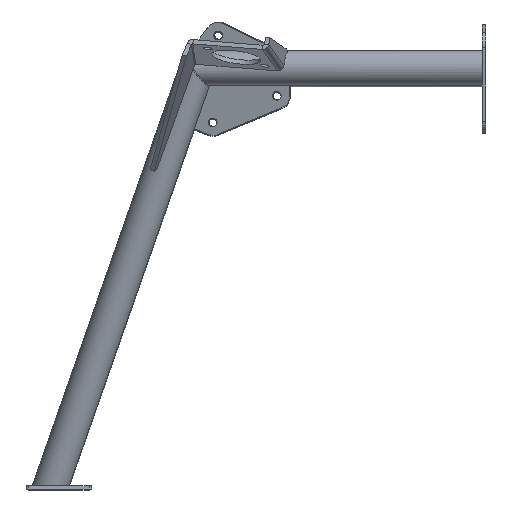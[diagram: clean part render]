
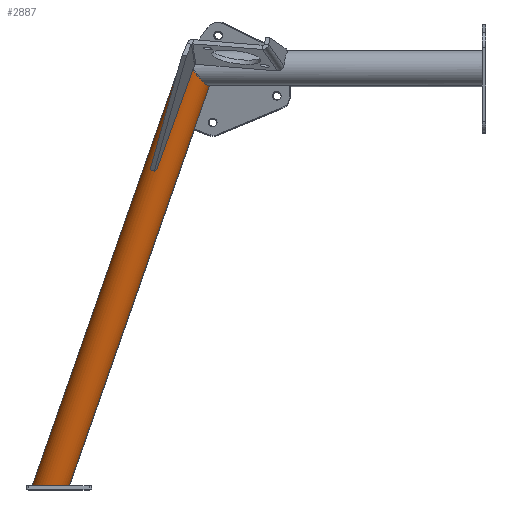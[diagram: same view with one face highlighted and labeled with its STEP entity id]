
A CAD part, top view. The second image highlights one B-rep face of the part: STEP entity #2887.
In plain terms, the highlighted cylindrical face has radius 20 mm (diameter 40 mm), a full revolution.
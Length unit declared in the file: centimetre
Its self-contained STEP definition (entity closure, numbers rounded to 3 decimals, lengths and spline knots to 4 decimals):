
#677=CYLINDRICAL_SURFACE('',#3073,2.);
#758=FACE_BOUND('',#1041,.T.);
#868=FACE_OUTER_BOUND('',#1040,.T.);
#1040=EDGE_LOOP('',(#2030));
#1041=EDGE_LOOP('',(#2031,#2032));
#1318=ELLIPSE('',#3071,2.4265,2.);
#1319=ELLIPSE('',#3072,2.4265,2.);
#1320=ELLIPSE('',#3074,2.1673,2.);
#1349=VERTEX_POINT('',#4357);
#1350=VERTEX_POINT('',#4358);
#1351=VERTEX_POINT('',#4362);
#1630=EDGE_CURVE('',#1349,#1350,#1318,.T.);
#1631=EDGE_CURVE('',#1350,#1349,#1319,.T.);
#1632=EDGE_CURVE('',#1351,#1351,#1320,.T.);
#2030=ORIENTED_EDGE('',*,*,#1632,.F.);
#2031=ORIENTED_EDGE('',*,*,#1630,.T.);
#2032=ORIENTED_EDGE('',*,*,#1631,.T.);
#2887=ADVANCED_FACE('',(#868,#758),#677,.T.);
#3071=AXIS2_PLACEMENT_3D('',#4359,#3441,#3442);
#3072=AXIS2_PLACEMENT_3D('',#4360,#3443,#3444);
#3073=AXIS2_PLACEMENT_3D('',#4361,#3445,#3446);
#3074=AXIS2_PLACEMENT_3D('',#4363,#3447,#3448);
#3441=DIRECTION('center_axis',(-0.791,-0.56,-0.248));
#3442=DIRECTION('ref_axis',(-0.58,0.815,0.009));
#3443=DIRECTION('center_axis',(-0.791,-0.56,-0.248));
#3444=DIRECTION('ref_axis',(-0.58,0.815,0.009));
#3445=DIRECTION('center_axis',(0.323,0.923,0.209));
#3446=DIRECTION('ref_axis',(-0.926,0.355,-0.133));
#3447=DIRECTION('center_axis',(0.,-1.,0.));
#3448=DIRECTION('ref_axis',(-0.84,0.,-0.543));
#4357=CARTESIAN_POINT('',(21.1241,52.3013,36.0625));
#4358=CARTESIAN_POINT('',(20.3359,51.6987,39.9375));
#4359=CARTESIAN_POINT('Origin',(20.73,52.,38.));
#4360=CARTESIAN_POINT('Origin',(20.73,52.,38.));
#4361=CARTESIAN_POINT('Origin',(3.73,3.5,27.));
#4362=CARTESIAN_POINT('',(6.0749,4.2,27.5858));
#4363=CARTESIAN_POINT('Origin',(3.9754,4.2,27.1588));
